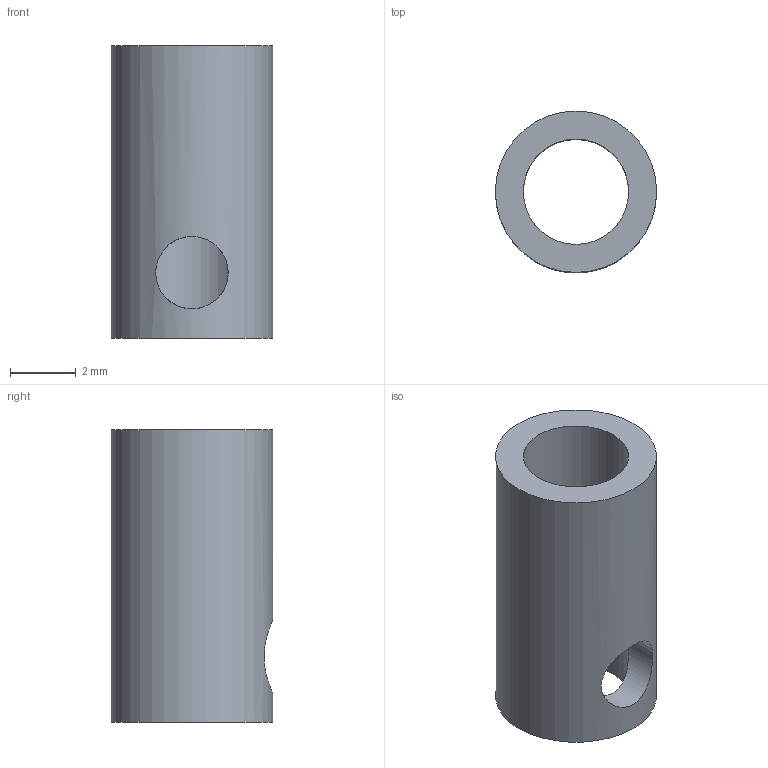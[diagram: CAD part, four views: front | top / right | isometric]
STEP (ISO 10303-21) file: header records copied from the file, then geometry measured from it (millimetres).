
FILE_DESCRIPTION(('Open CASCADE Model'),'2;1');
FILE_NAME('Open CASCADE Shape Model','2025-11-11T15:51:43',('Author'),( 'Open CASCADE'),'Open CASCADE STEP processor 7.8','build123d', 'Unknown');
FILE_SCHEMA(('AUTOMOTIVE_DESIGN { 1 0 10303 214 1 1 1 1 }'));
Length unit declared in the file: millimetre
Products named in the file (1): COMPOUND
Bounding box: 4.9 x 4.9 x 8.9 mm (x, y, z)
Volume: 92.9 mm3; surface area: 246.6 mm2
Topology: 1 solids, 1 shells, 5 faces, 9 edges, 6 vertices
Faces by surface type: cylinder 3, plane 2
Full cylindrical faces by diameter (mm): 2.2 x1, 3.2 x1, 4.9 x1
Entity records: 736 total; most frequent: CARTESIAN_POINT 525, DIRECTION 37, ORIENTED_EDGE 18, PCURVE 18, DEFINITIONAL_REPRESENTATION 18, LINE 13, VECTOR 13, AXIS2_PLACEMENT_3D 10
